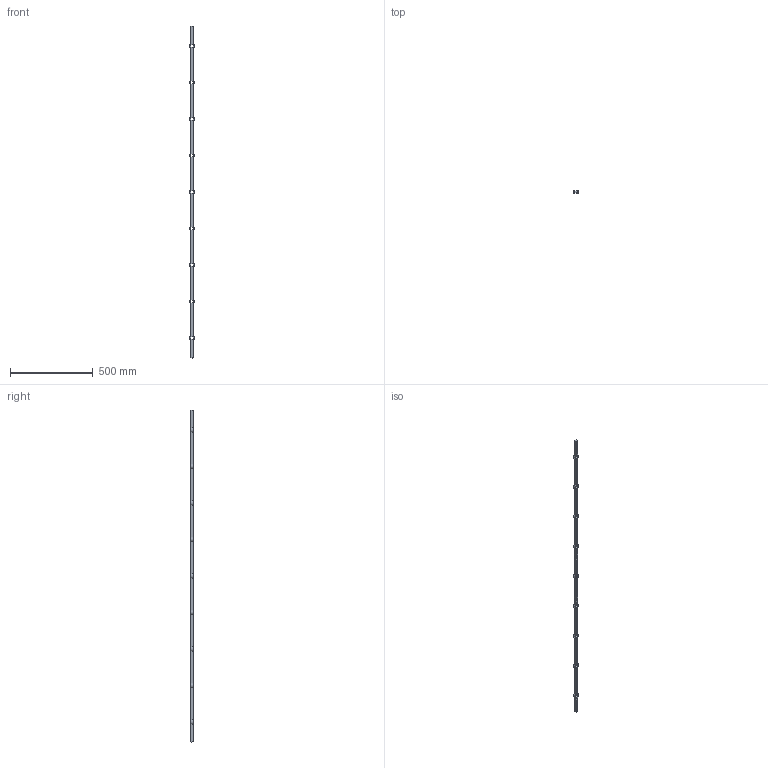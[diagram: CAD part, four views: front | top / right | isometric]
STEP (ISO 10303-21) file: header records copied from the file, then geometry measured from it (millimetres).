
FILE_DESCRIPTION (( 'STEP AP203' ), '1' );
FILE_NAME ('6916.step', '2022-05-02T13:04:05', ( '' ), ( '' ), 'SwSTEP 2.0', 'SolidWorks 2018', '' );
FILE_SCHEMA (( 'CONFIG_CONTROL_DESIGN' ));
Length unit declared in the file: millimetre
Products named in the file (1): 6916
Bounding box: 28.9 x 14 x 2000 mm (x, y, z)
Volume: 401435.8 mm3; surface area: 122203.1 mm2
Topology: 1 solids, 1 shells, 283 faces, 786 edges, 524 vertices
Faces by surface type: plane 170, bspline 95, cylinder 18
Entity records: 13223 total; most frequent: CARTESIAN_POINT 6473, ORIENTED_EDGE 1572, DIRECTION 1010, EDGE_CURVE 786, VECTOR 560, LINE 560, VERTEX_POINT 524, EDGE_LOOP 320
